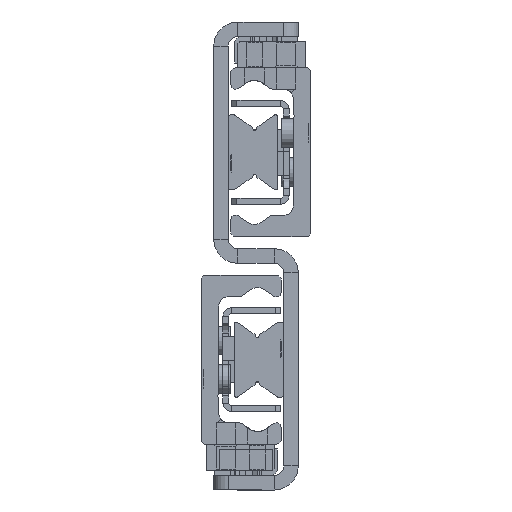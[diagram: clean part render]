
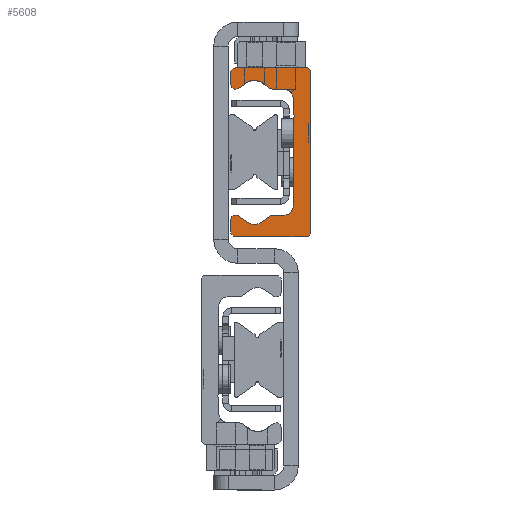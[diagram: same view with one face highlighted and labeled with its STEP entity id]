
A CAD part, left-side view. The second image highlights one B-rep face of the part: STEP entity #5608.
In plain terms, the highlighted planar face has unit normal (-1, 0, 0).
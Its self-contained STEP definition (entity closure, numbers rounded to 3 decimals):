
#4384=CARTESIAN_POINT('',(0.0,4.75,-11.1));
#4385=VERTEX_POINT('',#4384);
#4392=CARTESIAN_POINT('',(0.0,2.75,-13.1));
#4393=VERTEX_POINT('',#4392);
#4394=CARTESIAN_POINT('',(0.0,2.75,-11.1));
#4395=DIRECTION('',(-1.0,0.0,0.0));
#4396=DIRECTION('',(0.0,0.0,1.0));
#4397=AXIS2_PLACEMENT_3D('',#4394,#4395,#4396);
#4398=CIRCLE('',#4397,2.);
#4399=EDGE_CURVE('',#4385,#4393,#4398,.T.);
#4588=CARTESIAN_POINT('',(0.0,-0.14,-13.281));
#4589=VERTEX_POINT('',#4588);
#4596=CARTESIAN_POINT('',(0.0,-1.916,-14.524));
#4597=VERTEX_POINT('',#4596);
#4598=CARTESIAN_POINT('',(0.0,-0.14,-13.281));
#4599=DIRECTION('',(0.0,-0.819,-0.574));
#4600=VECTOR('',#4599,2.168);
#4601=LINE('',#4598,#4600);
#4602=EDGE_CURVE('',#4589,#4597,#4601,.T.);
#4727=CARTESIAN_POINT('',(0.0,8.25,16.85));
#4728=VERTEX_POINT('',#4727);
#4735=CARTESIAN_POINT('',(0.0,7.6,17.5));
#4736=VERTEX_POINT('',#4735);
#4737=CARTESIAN_POINT('',(0.0,7.6,16.85));
#4738=DIRECTION('',(1.0,0.0,0.0));
#4739=DIRECTION('',(0.0,1.0,0.0));
#4740=AXIS2_PLACEMENT_3D('',#4737,#4738,#4739);
#4741=CIRCLE('',#4740,0.65);
#4742=EDGE_CURVE('',#4728,#4736,#4741,.T.);
#4766=CARTESIAN_POINT('',(0.0,8.25,-16.85));
#4767=VERTEX_POINT('',#4766);
#4774=CARTESIAN_POINT('',(0.0,8.25,-16.85));
#4775=DIRECTION('',(0.0,0.0,1.0));
#4776=VECTOR('',#4775,33.7);
#4777=LINE('',#4774,#4776);
#4778=EDGE_CURVE('',#4767,#4728,#4777,.T.);
#4849=CARTESIAN_POINT('',(0.0,7.6,-17.5));
#4850=VERTEX_POINT('',#4849);
#4857=CARTESIAN_POINT('',(0.0,7.6,-16.85));
#4858=DIRECTION('',(1.0,0.0,0.0));
#4859=DIRECTION('',(0.0,0.0,-1.0));
#4860=AXIS2_PLACEMENT_3D('',#4857,#4858,#4859);
#4861=CIRCLE('',#4860,0.65);
#4862=EDGE_CURVE('',#4850,#4767,#4861,.T.);
#4881=CARTESIAN_POINT('',(0.0,-7.25,-17.5));
#4882=VERTEX_POINT('',#4881);
#4889=CARTESIAN_POINT('',(0.0,-7.25,-17.5));
#4890=DIRECTION('',(0.0,1.0,0.0));
#4891=VECTOR('',#4890,14.85);
#4892=LINE('',#4889,#4891);
#4893=EDGE_CURVE('',#4882,#4850,#4892,.T.);
#4925=CARTESIAN_POINT('',(0.0,-8.25,-16.5));
#4926=VERTEX_POINT('',#4925);
#4933=CARTESIAN_POINT('',(0.0,-7.25,-16.5));
#4934=DIRECTION('',(1.0,0.0,0.0));
#4935=DIRECTION('',(0.0,-1.0,0.0));
#4936=AXIS2_PLACEMENT_3D('',#4933,#4934,#4935);
#4937=CIRCLE('',#4936,1.);
#4938=EDGE_CURVE('',#4926,#4882,#4937,.T.);
#4957=CARTESIAN_POINT('',(0.0,-8.25,-13.98));
#4958=VERTEX_POINT('',#4957);
#4965=CARTESIAN_POINT('',(0.0,-8.25,-13.98));
#4966=DIRECTION('',(0.0,0.0,-1.0));
#4967=VECTOR('',#4966,2.52);
#4968=LINE('',#4965,#4967);
#4969=EDGE_CURVE('',#4958,#4926,#4968,.T.);
#4989=CARTESIAN_POINT('',(0.0,-6.708,-13.177));
#4990=VERTEX_POINT('',#4989);
#4997=CARTESIAN_POINT('',(0.0,-7.27,-13.98));
#4998=DIRECTION('',(1.0,0.0,0.0));
#4999=DIRECTION('',(0.0,0.574,0.819));
#5000=AXIS2_PLACEMENT_3D('',#4997,#4998,#4999);
#5001=CIRCLE('',#5000,0.98);
#5002=EDGE_CURVE('',#4990,#4958,#5001,.T.);
#5014=CARTESIAN_POINT('',(0.0,-4.784,-14.524));
#5015=VERTEX_POINT('',#5014);
#5022=CARTESIAN_POINT('',(0.0,-4.784,-14.524));
#5023=DIRECTION('',(0.0,-0.819,0.574));
#5024=VECTOR('',#5023,2.349);
#5025=LINE('',#5022,#5024);
#5026=EDGE_CURVE('',#5015,#4990,#5025,.T.);
#5048=CARTESIAN_POINT('',(0.0,-3.35,-12.477));
#5049=DIRECTION('',(-1.0,0.0,0.0));
#5050=DIRECTION('',(0.0,0.574,0.819));
#5051=AXIS2_PLACEMENT_3D('',#5048,#5049,#5050);
#5052=CIRCLE('',#5051,2.5);
#5053=EDGE_CURVE('',#4597,#5015,#5052,.T.);
#5073=CARTESIAN_POINT('',(0.0,0.433,-13.1));
#5074=VERTEX_POINT('',#5073);
#5081=CARTESIAN_POINT('',(0.0,0.433,-14.1));
#5082=DIRECTION('',(1.0,0.0,0.0));
#5083=DIRECTION('',(0.0,0.0,1.0));
#5084=AXIS2_PLACEMENT_3D('',#5081,#5082,#5083);
#5085=CIRCLE('',#5084,1.);
#5086=EDGE_CURVE('',#5074,#4589,#5085,.T.);
#5101=CARTESIAN_POINT('',(0.0,2.75,-13.1));
#5102=DIRECTION('',(0.0,-1.0,0.0));
#5103=VECTOR('',#5102,2.317);
#5104=LINE('',#5101,#5103);
#5105=EDGE_CURVE('',#4393,#5074,#5104,.T.);
#5131=CARTESIAN_POINT('',(0.0,4.75,-7.75));
#5132=VERTEX_POINT('',#5131);
#5139=CARTESIAN_POINT('',(0.0,4.75,-7.75));
#5140=DIRECTION('',(0.0,0.0,-1.0));
#5141=VECTOR('',#5140,3.35);
#5142=LINE('',#5139,#5141);
#5143=EDGE_CURVE('',#5132,#4385,#5142,.T.);
#5163=CARTESIAN_POINT('',(0.0,4.75,-7.25));
#5164=VERTEX_POINT('',#5163);
#5171=CARTESIAN_POINT('',(0.0,4.75,-7.5));
#5172=DIRECTION('',(-1.0,0.0,0.0));
#5173=DIRECTION('',(0.0,0.0,1.0));
#5174=AXIS2_PLACEMENT_3D('',#5171,#5172,#5173);
#5175=CIRCLE('',#5174,0.25);
#5176=EDGE_CURVE('',#5164,#5132,#5175,.T.);
#5195=CARTESIAN_POINT('',(0.0,4.75,11.1));
#5196=VERTEX_POINT('',#5195);
#5203=CARTESIAN_POINT('',(0.0,4.75,11.1));
#5204=DIRECTION('',(0.0,0.0,-1.0));
#5205=VECTOR('',#5204,18.35);
#5206=LINE('',#5203,#5205);
#5207=EDGE_CURVE('',#5196,#5164,#5206,.T.);
#5278=CARTESIAN_POINT('',(0.0,2.75,13.1));
#5279=VERTEX_POINT('',#5278);
#5286=CARTESIAN_POINT('',(0.0,2.75,11.1));
#5287=DIRECTION('',(-1.0,0.0,0.0));
#5288=DIRECTION('',(0.0,-1.0,0.0));
#5289=AXIS2_PLACEMENT_3D('',#5286,#5287,#5288);
#5290=CIRCLE('',#5289,2.);
#5291=EDGE_CURVE('',#5279,#5196,#5290,.T.);
#5310=CARTESIAN_POINT('',(0.0,0.433,13.1));
#5311=VERTEX_POINT('',#5310);
#5318=CARTESIAN_POINT('',(0.0,0.433,13.1));
#5319=DIRECTION('',(0.0,1.0,0.0));
#5320=VECTOR('',#5319,2.317);
#5321=LINE('',#5318,#5320);
#5322=EDGE_CURVE('',#5311,#5279,#5321,.T.);
#5342=CARTESIAN_POINT('',(0.0,-0.14,13.281));
#5343=VERTEX_POINT('',#5342);
#5350=CARTESIAN_POINT('',(0.0,0.433,14.1));
#5351=DIRECTION('',(1.0,0.0,0.0));
#5352=DIRECTION('',(0.0,-0.574,-0.819));
#5353=AXIS2_PLACEMENT_3D('',#5350,#5351,#5352);
#5354=CIRCLE('',#5353,1.);
#5355=EDGE_CURVE('',#5343,#5311,#5354,.T.);
#5374=CARTESIAN_POINT('',(0.0,-1.916,14.524));
#5375=VERTEX_POINT('',#5374);
#5382=CARTESIAN_POINT('',(0.0,-1.916,14.524));
#5383=DIRECTION('',(0.0,0.819,-0.574));
#5384=VECTOR('',#5383,2.168);
#5385=LINE('',#5382,#5384);
#5386=EDGE_CURVE('',#5375,#5343,#5385,.T.);
#5406=CARTESIAN_POINT('',(0.0,-4.784,14.524));
#5407=VERTEX_POINT('',#5406);
#5414=CARTESIAN_POINT('',(0.0,-3.35,12.477));
#5415=DIRECTION('',(-1.0,0.0,0.0));
#5416=DIRECTION('',(0.0,-0.574,-0.819));
#5417=AXIS2_PLACEMENT_3D('',#5414,#5415,#5416);
#5418=CIRCLE('',#5417,2.5);
#5419=EDGE_CURVE('',#5407,#5375,#5418,.T.);
#5438=CARTESIAN_POINT('',(0.0,-6.708,13.177));
#5439=VERTEX_POINT('',#5438);
#5446=CARTESIAN_POINT('',(0.0,-6.708,13.177));
#5447=DIRECTION('',(0.0,0.819,0.574));
#5448=VECTOR('',#5447,2.349);
#5449=LINE('',#5446,#5448);
#5450=EDGE_CURVE('',#5439,#5407,#5449,.T.);
#5470=CARTESIAN_POINT('',(0.0,-8.25,13.98));
#5471=VERTEX_POINT('',#5470);
#5478=CARTESIAN_POINT('',(0.0,-7.27,13.98));
#5479=DIRECTION('',(1.0,0.0,0.0));
#5480=DIRECTION('',(0.0,-1.0,0.0));
#5481=AXIS2_PLACEMENT_3D('',#5478,#5479,#5480);
#5482=CIRCLE('',#5481,0.98);
#5483=EDGE_CURVE('',#5471,#5439,#5482,.T.);
#5502=CARTESIAN_POINT('',(0.0,-8.25,16.5));
#5503=VERTEX_POINT('',#5502);
#5510=CARTESIAN_POINT('',(0.0,-8.25,16.5));
#5511=DIRECTION('',(0.0,0.0,-1.0));
#5512=VECTOR('',#5511,2.52);
#5513=LINE('',#5510,#5512);
#5514=EDGE_CURVE('',#5503,#5471,#5513,.T.);
#5534=CARTESIAN_POINT('',(0.0,-7.25,17.5));
#5535=VERTEX_POINT('',#5534);
#5542=CARTESIAN_POINT('',(0.0,-7.25,16.5));
#5543=DIRECTION('',(1.0,0.0,0.0));
#5544=DIRECTION('',(0.0,0.0,1.0));
#5545=AXIS2_PLACEMENT_3D('',#5542,#5543,#5544);
#5546=CIRCLE('',#5545,1.);
#5547=EDGE_CURVE('',#5535,#5503,#5546,.T.);
#5565=CARTESIAN_POINT('',(0.0,7.6,17.5));
#5566=DIRECTION('',(0.0,-1.0,0.0));
#5567=VECTOR('',#5566,14.85);
#5568=LINE('',#5565,#5567);
#5569=EDGE_CURVE('',#4736,#5535,#5568,.T.);
#5575=CARTESIAN_POINT('',(0.0,2.258,-0.017));
#5576=DIRECTION('',(1.0,0.0,0.0));
#5577=DIRECTION('',(0.0,0.0,-1.0));
#5578=AXIS2_PLACEMENT_3D('',#5575,#5576,#5577);
#5579=PLANE('',#5578);
#5580=ORIENTED_EDGE('',*,*,#5569,.F.);
#5581=ORIENTED_EDGE('',*,*,#4742,.F.);
#5582=ORIENTED_EDGE('',*,*,#4778,.F.);
#5583=ORIENTED_EDGE('',*,*,#4862,.F.);
#5584=ORIENTED_EDGE('',*,*,#4893,.F.);
#5585=ORIENTED_EDGE('',*,*,#4938,.F.);
#5586=ORIENTED_EDGE('',*,*,#4969,.F.);
#5587=ORIENTED_EDGE('',*,*,#5002,.F.);
#5588=ORIENTED_EDGE('',*,*,#5026,.F.);
#5589=ORIENTED_EDGE('',*,*,#5053,.F.);
#5590=ORIENTED_EDGE('',*,*,#4602,.F.);
#5591=ORIENTED_EDGE('',*,*,#5086,.F.);
#5592=ORIENTED_EDGE('',*,*,#5105,.F.);
#5593=ORIENTED_EDGE('',*,*,#4399,.F.);
#5594=ORIENTED_EDGE('',*,*,#5143,.F.);
#5595=ORIENTED_EDGE('',*,*,#5176,.F.);
#5596=ORIENTED_EDGE('',*,*,#5207,.F.);
#5597=ORIENTED_EDGE('',*,*,#5291,.F.);
#5598=ORIENTED_EDGE('',*,*,#5322,.F.);
#5599=ORIENTED_EDGE('',*,*,#5355,.F.);
#5600=ORIENTED_EDGE('',*,*,#5386,.F.);
#5601=ORIENTED_EDGE('',*,*,#5419,.F.);
#5602=ORIENTED_EDGE('',*,*,#5450,.F.);
#5603=ORIENTED_EDGE('',*,*,#5483,.F.);
#5604=ORIENTED_EDGE('',*,*,#5514,.F.);
#5605=ORIENTED_EDGE('',*,*,#5547,.F.);
#5606=EDGE_LOOP('',(#5580,#5581,#5582,#5583,#5584,#5585,#5586,#5587,#5588,#5589,#5590,#5591,#5592,#5593,#5594,#5595,#5596,#5597,#5598,#5599,#5600,#5601,#5602,#5603,#5604,#5605));
#5607=FACE_OUTER_BOUND('',#5606,.T.);
#5608=ADVANCED_FACE('',(#5607),#5579,.F.);
